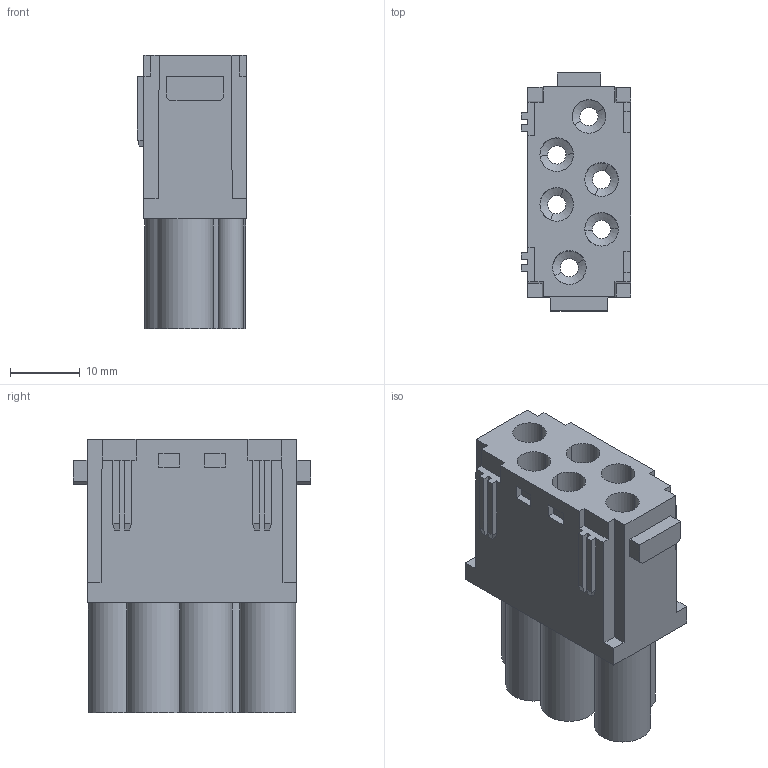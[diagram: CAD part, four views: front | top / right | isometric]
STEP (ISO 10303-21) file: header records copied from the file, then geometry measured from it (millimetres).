
FILE_DESCRIPTION(('Creo Elements/Direct Modeling STEP Export'),'2;1');
FILE_NAME('0lndrr04d35j9nl344','2017-10-06T11:13:14',(''),(''),'PTC Creo Elements/Direct Modeling STEP processor for AP214 (Solid Model)','PTC Creo Elements/Direct Modeling 19.0B 21-Mar-2015 (C) Parametric Technology GmbH','');
FILE_SCHEMA(('AUTOMOTIVE_DESIGN { 1 0 10303 214 1 1 1 1 }'));
Length unit declared in the file: millimetre
Products named in the file (2): CX_06P_CM
Assembly tree (1 placements, depth 2):
  CX_06P_CM
    CX_06P_CM
Bounding box: 15.6 x 34 x 39.1 mm (x, y, z)
Volume: 9186.6 mm3; surface area: 8662.8 mm2
Topology: 1 solids, 1 shells, 439 faces, 1236 edges, 820 vertices
Faces by surface type: plane 379, cylinder 36, cone 24
Entity records: 13885 total; most frequent: ORIENTED_EDGE 2472, CARTESIAN_POINT 2471, DIRECTION 2066, EDGE_CURVE 1236, VECTOR 1120, LINE 1120, VERTEX_POINT 820, AXIS2_PLACEMENT_3D 473
